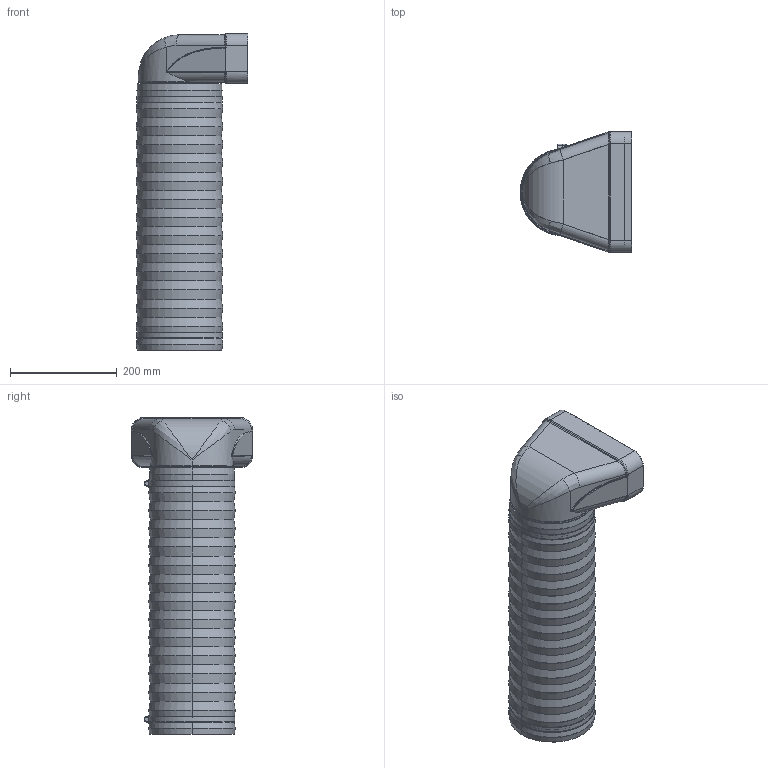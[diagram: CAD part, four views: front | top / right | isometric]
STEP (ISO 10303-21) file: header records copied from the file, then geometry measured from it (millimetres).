
FILE_DESCRIPTION(('STEP AP214'),'1');
FILE_NAME(' mit Flexschlauch 500.STP','2023-08-22T08:45:16',(' '),(' '),'Spatial InterOp 3D',' ',' ');
FILE_SCHEMA(('AUTOMOTIVE_DESIGN { 1 0 10303 214 1 1 1 1 }'));
Length unit declared in the file: millimetre
Products named in the file (17): ASSEM1; 4043014_V F-URX 150 Umlenkstück 90° mit Flexschlauch 500
Assembly tree (16 placements, depth 4):
  4043014_V F-URX 150 Umlenkstück 90° mit Flexschlauch 500
    (unnamed)
      ASSEM1
    (unnamed)
      (unnamed)
        ASSEM1
        (unnamed)
        (unnamed)
      (unnamed)
    (unnamed)
      (unnamed)
        ASSEM1
        (unnamed)
        (unnamed)
      (unnamed)
    (unnamed)
      ASSEM1
Bounding box: 209.14 x 227 x 594 mm (x, y, z)
Volume: 509027.3 mm3; surface area: 756601.6 mm2
Topology: 9 solids, 9 shells, 495 faces, 1147 edges, 680 vertices
Faces by surface type: plane 189, cone 142, cylinder 80, bspline 64, torus 18, sphere 2
Entity records: 24835 total; most frequent: CARTESIAN_POINT 13532, ORIENTED_EDGE 2288, DIRECTION 2256, EDGE_CURVE 1144, AXIS2_PLACEMENT_3D 796, VERTEX_POINT 676, LINE 664, VECTOR 664
